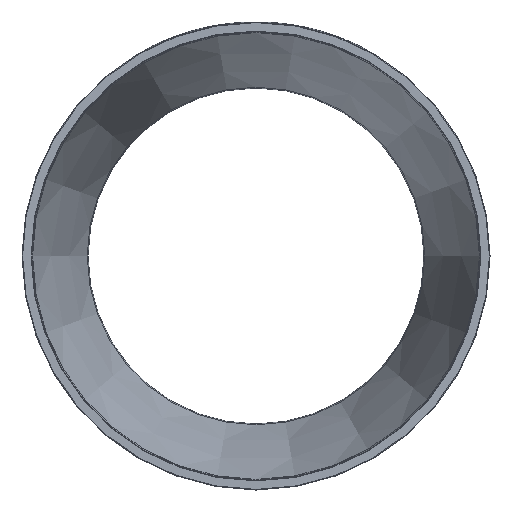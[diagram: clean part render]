
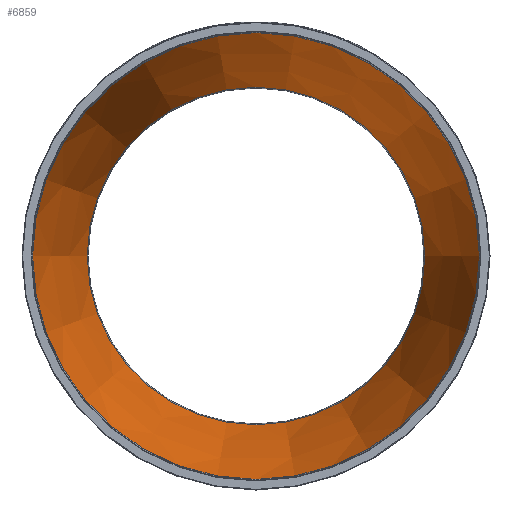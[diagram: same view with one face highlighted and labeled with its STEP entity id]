
A CAD part, left-side view. The second image highlights one B-rep face of the part: STEP entity #6859.
In plain terms, the highlighted conical face has half-angle 14.417 degrees and reference radius 42.57 mm.
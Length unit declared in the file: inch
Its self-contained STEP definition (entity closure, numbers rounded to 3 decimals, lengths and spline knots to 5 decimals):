
#13=CONICAL_SURFACE('',#7234,1.676,14.417);
#98=FACE_BOUND('',#1238,.T.);
#814=FACE_OUTER_BOUND('',#1237,.T.);
#1237=EDGE_LOOP('',(#6415));
#1238=EDGE_LOOP('',(#6416));
#2303=CIRCLE('',#7233,1.90913);
#2304=CIRCLE('',#7235,1.44287);
#3367=VERTEX_POINT('',#15152);
#3368=VERTEX_POINT('',#15155);
#4385=EDGE_CURVE('',#3367,#3367,#2303,.T.);
#4386=EDGE_CURVE('',#3368,#3368,#2304,.T.);
#6415=ORIENTED_EDGE('',*,*,#4386,.F.);
#6416=ORIENTED_EDGE('',*,*,#4385,.F.);
#6859=ADVANCED_FACE('',(#814,#98),#13,.F.);
#7233=AXIS2_PLACEMENT_3D('',#15153,#8430,#8431);
#7234=AXIS2_PLACEMENT_3D('',#15154,#8432,#8433);
#7235=AXIS2_PLACEMENT_3D('',#15156,#8434,#8435);
#8430=DIRECTION('center_axis',(1.,0.,0.));
#8431=DIRECTION('ref_axis',(0.,-1.,0.));
#8432=DIRECTION('center_axis',(-1.,0.,0.));
#8433=DIRECTION('ref_axis',(0.,1.,0.));
#8434=DIRECTION('center_axis',(-1.,0.,0.));
#8435=DIRECTION('ref_axis',(0.,-1.,0.));
#15152=CARTESIAN_POINT('',(0.40562,1.90913,0.));
#15153=CARTESIAN_POINT('Origin',(0.40562,0.,0.));
#15154=CARTESIAN_POINT('Origin',(1.3125,0.,0.));
#15155=CARTESIAN_POINT('',(2.21938,1.44287,0.));
#15156=CARTESIAN_POINT('Origin',(2.21938,0.,0.));
